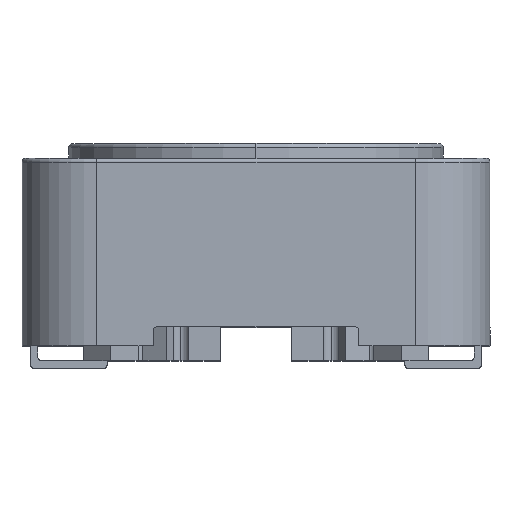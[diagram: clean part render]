
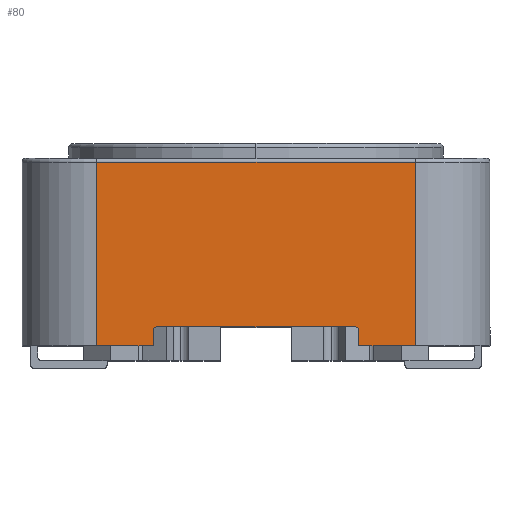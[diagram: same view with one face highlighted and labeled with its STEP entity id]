
A CAD part, top view. The second image highlights one B-rep face of the part: STEP entity #80.
In plain terms, the highlighted planar face has unit normal (0, 0, 1).
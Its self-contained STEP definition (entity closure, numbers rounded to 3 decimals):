
#15 = CARTESIAN_POINT ( 'NONE',  ( -2.75, 0.5, 6.25 ) ) ;
#55 = ORIENTED_EDGE ( 'NONE', *, *, #1298, .T. ) ;
#80 = ADVANCED_FACE ( 'NONE', ( #2642 ), #4365, .F. ) ;
#230 = VERTEX_POINT ( 'NONE', #7437 ) ;
#263 = CARTESIAN_POINT ( 'NONE',  ( 4.25, 4.9, 6.25 ) ) ;
#283 = LINE ( 'NONE', #2269, #1628 ) ;
#581 = ORIENTED_EDGE ( 'NONE', *, *, #3970, .T. ) ;
#596 = CARTESIAN_POINT ( 'NONE',  ( 2.65, 0.4, 6.25 ) ) ;
#651 = DIRECTION ( 'NONE',  ( -1., 0., 0. ) ) ;
#723 = EDGE_CURVE ( 'NONE', #6900, #3688, #283, .T. ) ;
#857 = VECTOR ( 'NONE', #7439, 1000. ) ;
#890 = CARTESIAN_POINT ( 'NONE',  ( 2.75, 0.5, 6.25 ) ) ;
#914 = ORIENTED_EDGE ( 'NONE', *, *, #5764, .T. ) ;
#1176 = DIRECTION ( 'NONE',  ( -1., 0., 0. ) ) ;
#1267 = CIRCLE ( 'NONE', #2131, 0.1 ) ;
#1298 = EDGE_CURVE ( 'NONE', #5856, #3162, #1267, .T. ) ;
#1420 = LINE ( 'NONE', #2926, #7186 ) ;
#1487 = DIRECTION ( 'NONE',  ( 0., -1., 0. ) ) ;
#1506 = CARTESIAN_POINT ( 'NONE',  ( -4.25, 5., 6.25 ) ) ;
#1549 = ORIENTED_EDGE ( 'NONE', *, *, #6888, .T. ) ;
#1576 = CARTESIAN_POINT ( 'NONE',  ( -2.65, 0.4, 6.25 ) ) ;
#1628 = VECTOR ( 'NONE', #2216, 1000. ) ;
#1706 = CARTESIAN_POINT ( 'NONE',  ( -2.65, 0.5, 6.25 ) ) ;
#1777 = VECTOR ( 'NONE', #6649, 1000. ) ;
#1838 = CARTESIAN_POINT ( 'NONE',  ( 4.25, 5., 6.25 ) ) ;
#1951 = VECTOR ( 'NONE', #4700, 1000. ) ;
#2131 = AXIS2_PLACEMENT_3D ( 'NONE', #1576, #5592, #2160 ) ;
#2160 = DIRECTION ( 'NONE',  ( -1., 0., 0. ) ) ;
#2215 = CARTESIAN_POINT ( 'NONE',  ( -4.25, 4.9, 6.25 ) ) ;
#2216 = DIRECTION ( 'NONE',  ( 1., 0., 0. ) ) ;
#2269 = CARTESIAN_POINT ( 'NONE',  ( -4.25, 0., 6.25 ) ) ;
#2345 = ORIENTED_EDGE ( 'NONE', *, *, #723, .T. ) ;
#2382 = LINE ( 'NONE', #4533, #857 ) ;
#2393 = EDGE_CURVE ( 'NONE', #2889, #4751, #7091, .T. ) ;
#2476 = EDGE_CURVE ( 'NONE', #7169, #230, #3658, .T. ) ;
#2560 = CARTESIAN_POINT ( 'NONE',  ( -2.75, 0.5, 6.25 ) ) ;
#2642 = FACE_OUTER_BOUND ( 'NONE', #4476, .T. ) ;
#2654 = CARTESIAN_POINT ( 'NONE',  ( -4.25, 0., 6.25 ) ) ;
#2727 = ORIENTED_EDGE ( 'NONE', *, *, #3115, .T. ) ;
#2889 = VERTEX_POINT ( 'NONE', #4301 ) ;
#2926 = CARTESIAN_POINT ( 'NONE',  ( -4.25, 4.9, 6.25 ) ) ;
#3115 = EDGE_CURVE ( 'NONE', #7383, #230, #2382, .T. ) ;
#3162 = VERTEX_POINT ( 'NONE', #1706 ) ;
#3179 = CARTESIAN_POINT ( 'NONE',  ( 2.75, 0.4, 6.25 ) ) ;
#3203 = DIRECTION ( 'NONE',  ( -1., 0., 0. ) ) ;
#3658 = LINE ( 'NONE', #1838, #1951 ) ;
#3688 = VERTEX_POINT ( 'NONE', #4238 ) ;
#3970 = EDGE_CURVE ( 'NONE', #4095, #6900, #6420, .T. ) ;
#4007 = ORIENTED_EDGE ( 'NONE', *, *, #6965, .T. ) ;
#4095 = VERTEX_POINT ( 'NONE', #2215 ) ;
#4238 = CARTESIAN_POINT ( 'NONE',  ( -2.75, 0., 6.25 ) ) ;
#4301 = CARTESIAN_POINT ( 'NONE',  ( 2.65, 0.5, 6.25 ) ) ;
#4365 = PLANE ( 'NONE',  #7382 ) ;
#4476 = EDGE_LOOP ( 'NONE', ( #6660, #4007, #581, #2345, #6894, #55, #914, #5823, #1549, #2727 ) ) ;
#4478 = CARTESIAN_POINT ( 'NONE',  ( 2.75, 0., 6.25 ) ) ;
#4533 = CARTESIAN_POINT ( 'NONE',  ( -4.25, 0., 6.25 ) ) ;
#4604 = VECTOR ( 'NONE', #6590, 1000. ) ;
#4609 = DIRECTION ( 'NONE',  ( 0., 0., -1. ) ) ;
#4694 = VECTOR ( 'NONE', #1487, 1000. ) ;
#4700 = DIRECTION ( 'NONE',  ( 0., -1., 0. ) ) ;
#4751 = VERTEX_POINT ( 'NONE', #3179 ) ;
#4828 = LINE ( 'NONE', #890, #1777 ) ;
#4917 = CARTESIAN_POINT ( 'NONE',  ( -4.25, 5., 6.25 ) ) ;
#4957 = CARTESIAN_POINT ( 'NONE',  ( -2.75, 0.4, 6.25 ) ) ;
#5573 = EDGE_CURVE ( 'NONE', #5856, #3688, #7232, .T. ) ;
#5592 = DIRECTION ( 'NONE',  ( 0., 0., -1. ) ) ;
#5693 = VECTOR ( 'NONE', #5763, 1000. ) ;
#5763 = DIRECTION ( 'NONE',  ( 0., -1., 0. ) ) ;
#5764 = EDGE_CURVE ( 'NONE', #3162, #2889, #6325, .T. ) ;
#5823 = ORIENTED_EDGE ( 'NONE', *, *, #2393, .T. ) ;
#5856 = VERTEX_POINT ( 'NONE', #4957 ) ;
#6325 = LINE ( 'NONE', #2560, #4604 ) ;
#6420 = LINE ( 'NONE', #4917, #4694 ) ;
#6590 = DIRECTION ( 'NONE',  ( 1., 0., 0. ) ) ;
#6649 = DIRECTION ( 'NONE',  ( 0., -1., 0. ) ) ;
#6660 = ORIENTED_EDGE ( 'NONE', *, *, #2476, .F. ) ;
#6718 = AXIS2_PLACEMENT_3D ( 'NONE', #596, #4609, #1176 ) ;
#6888 = EDGE_CURVE ( 'NONE', #4751, #7383, #4828, .T. ) ;
#6894 = ORIENTED_EDGE ( 'NONE', *, *, #5573, .F. ) ;
#6900 = VERTEX_POINT ( 'NONE', #2654 ) ;
#6965 = EDGE_CURVE ( 'NONE', #7169, #4095, #1420, .T. ) ;
#7091 = CIRCLE ( 'NONE', #6718, 0.1 ) ;
#7169 = VERTEX_POINT ( 'NONE', #263 ) ;
#7186 = VECTOR ( 'NONE', #651, 1000. ) ;
#7232 = LINE ( 'NONE', #15, #5693 ) ;
#7252 = DIRECTION ( 'NONE',  ( 0., 0., -1. ) ) ;
#7382 = AXIS2_PLACEMENT_3D ( 'NONE', #1506, #7252, #3203 ) ;
#7383 = VERTEX_POINT ( 'NONE', #4478 ) ;
#7437 = CARTESIAN_POINT ( 'NONE',  ( 4.25, 0., 6.25 ) ) ;
#7439 = DIRECTION ( 'NONE',  ( 1., 0., 0. ) ) ;
